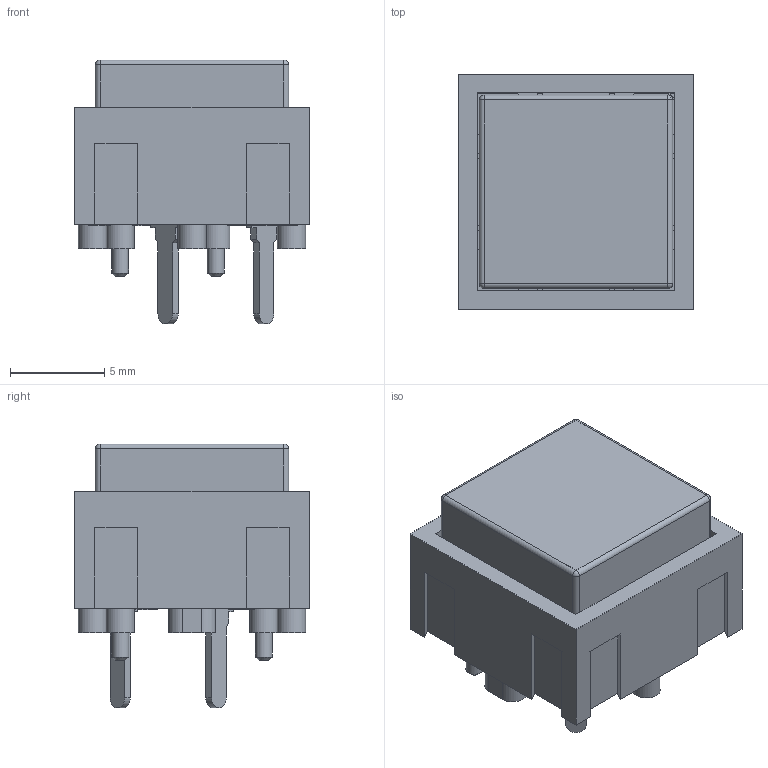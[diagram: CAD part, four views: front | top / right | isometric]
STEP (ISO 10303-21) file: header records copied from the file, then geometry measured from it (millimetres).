
FILE_DESCRIPTION((''),'2;1');
FILE_NAME('320.01E11xxx.stp','2017-12-12T15:06:58',('mroman'),(''),'Autodesk Inventor 2012','Autodesk Inventor 2012','');
FILE_SCHEMA(('CONFIG_CONTROL_DESIGN'));
Length unit declared in the file: inch
Products named in the file (1): 320.01E11xxx
Bounding box: 12.45 x 12.45 x 14 mm (x, y, z)
Volume: 767.7 mm3; surface area: 1573.5 mm2
Topology: 4 solids, 4 shells, 317 faces, 846 edges, 558 vertices
Faces by surface type: plane 251, cylinder 33, bspline 27, sphere 4, cone 2
Full cylindrical faces by diameter (mm): 0.9 x2, 1.5 x3
Entity records: 10186 total; most frequent: CARTESIAN_POINT 2057, ORIENTED_EDGE 1672, DIRECTION 1432, EDGE_CURVE 836, VECTOR 714, LINE 714, VERTEX_POINT 556, AXIS2_PLACEMENT_3D 359
